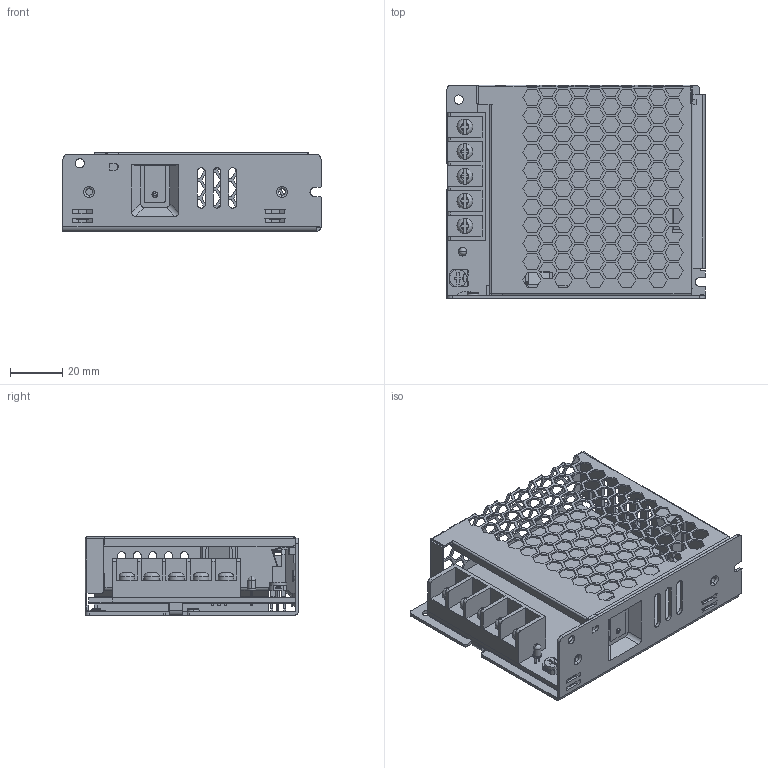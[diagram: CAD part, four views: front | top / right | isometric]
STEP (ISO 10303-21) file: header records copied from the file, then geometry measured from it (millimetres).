
FILE_DESCRIPTION((''),'2;1');
FILE_NAME('ASM0001_ASM_ASM','2024-06-07T',('Administrator'),(''),'PRO/ENGINEER BY PARAMETRIC TECHNOLOGY CORPORATION, 2010280','PRO/ENGINEER BY PARAMETRIC TECHNOLOGY CORPORATION, 2010280','');
FILE_SCHEMA(('CONFIG_CONTROL_DESIGN','SHAPE_APPEARANCE_LAYERS_GROUPS'));
Products named in the file (14): TY_2; _X2_4E0B84CB_X0__ASM_ASM; CLIP_1_1; CLIP_1; DDD; HS_ASM_ASM; MOS15_5X10_1_1_1_1_1_1_1_1_1; PCB-56840; 2; LED-3MM_1; A1_ASM_ASM; PCB-65490_ASM_ASM; 5P; ASM0001_ASM_ASM
Assembly tree (14 placements, depth 4):
  ASM0001_ASM_ASM
    _X2_4E0B84CB_X0__ASM_ASM
      TY_2
    CLIP_1_1
    CLIP_1
    DDD
    HS_ASM_ASM
    PCB-65490_ASM_ASM
      MOS15_5X10_1_1_1_1_1_1_1_1_1  x2
      A1_ASM_ASM
        PCB-56840
        2
        LED-3MM_1
    5P
Bounding box: 99 x 82 x 30 mm (x, y, z)
Volume: 41704.1 mm3; surface area: 75281.8 mm2
Topology: 10 solids, 10 shells, 1745 faces, 5222 edges, 3495 vertices
Faces by surface type: plane 1431, cylinder 252, bspline 36, torus 20, cone 2, extrusion 2, sphere 2
Entity records: 78343 total; most frequent: CARTESIAN_POINT 13478, ORIENTED_EDGE 10308, DIRECTION 8954, PRESENTATION_STYLE_ASSIGNMENT 5249, EDGE_CURVE 5154, STYLED_ITEM 5025, CURVE_STYLE 5018, VECTOR 4386
